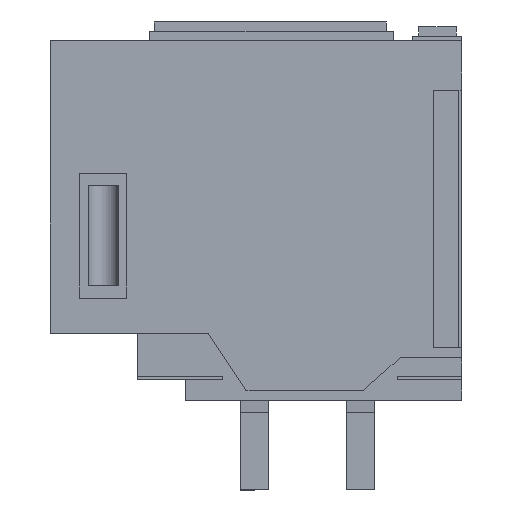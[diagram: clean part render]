
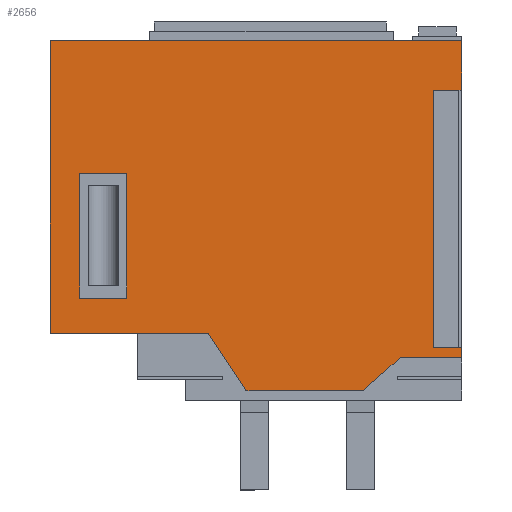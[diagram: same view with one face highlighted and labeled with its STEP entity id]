
A CAD part, left-side view. The second image highlights one B-rep face of the part: STEP entity #2656.
In plain terms, the highlighted planar face has unit normal (-1, 0, 0).
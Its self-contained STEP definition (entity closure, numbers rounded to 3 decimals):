
#40 = DIRECTION ( 'NONE',  ( 0., 0.753, -0.659 ) ) ;
#52 = EDGE_CURVE ( 'NONE', #4214, #13011, #13034, .T. ) ;
#141 = CARTESIAN_POINT ( 'NONE',  ( -260., 0., -107.7 ) ) ;
#196 = CARTESIAN_POINT ( 'NONE',  ( -260., 105., -142.7 ) ) ;
#304 = LINE ( 'NONE', #4897, #11720 ) ;
#352 = DIRECTION ( 'NONE',  ( 1., 0., 0. ) ) ;
#508 = VERTEX_POINT ( 'NONE', #13016 ) ;
#553 = CARTESIAN_POINT ( 'NONE',  ( -260., 0., -247.5 ) ) ;
#725 = ORIENTED_EDGE ( 'NONE', *, *, #3407, .F. ) ;
#789 = CARTESIAN_POINT ( 'NONE',  ( -260., 354., 87.5 ) ) ;
#855 = DIRECTION ( 'NONE',  ( 0., 0., -1. ) ) ;
#887 = ORIENTED_EDGE ( 'NONE', *, *, #10382, .F. ) ;
#1194 = VECTOR ( 'NONE', #9398, 1000. ) ;
#1216 = VECTOR ( 'NONE', #2428, 1000. ) ;
#1255 = CARTESIAN_POINT ( 'NONE',  ( -260., 404., -44.5 ) ) ;
#1346 = EDGE_CURVE ( 'NONE', #4068, #12866, #12343, .T. ) ;
#1557 = EDGE_CURVE ( 'NONE', #8881, #13334, #9457, .T. ) ;
#1612 = CARTESIAN_POINT ( 'NONE',  ( -260., 30., 175.5 ) ) ;
#1629 = LINE ( 'NONE', #6286, #13021 ) ;
#1669 = VERTEX_POINT ( 'NONE', #8480 ) ;
#1971 = ORIENTED_EDGE ( 'NONE', *, *, #8530, .F. ) ;
#1990 = CARTESIAN_POINT ( 'NONE',  ( -260., 435., -247.5 ) ) ;
#2028 = CARTESIAN_POINT ( 'NONE',  ( -260., 343., -81.5 ) ) ;
#2408 = DIRECTION ( 'NONE',  ( 0., -1., 0. ) ) ;
#2428 = DIRECTION ( 'NONE',  ( 0., 0., 1. ) ) ;
#2471 = FACE_BOUND ( 'NONE', #3647, .T. ) ;
#2590 = EDGE_CURVE ( 'NONE', #13334, #11905, #12495, .T. ) ;
#2641 = CARTESIAN_POINT ( 'NONE',  ( -260., 30., -96.5 ) ) ;
#2656 = ADVANCED_FACE ( 'NONE', ( #12864, #13920, #2471 ), #5912, .F. ) ;
#2795 = ORIENTED_EDGE ( 'NONE', *, *, #11886, .F. ) ;
#2849 = LINE ( 'NONE', #5919, #1194 ) ;
#2884 = LINE ( 'NONE', #553, #6190 ) ;
#2906 = LINE ( 'NONE', #789, #14398 ) ;
#3107 = LINE ( 'NONE', #1990, #7349 ) ;
#3272 = ORIENTED_EDGE ( 'NONE', *, *, #1346, .T. ) ;
#3407 = EDGE_CURVE ( 'NONE', #508, #10180, #6493, .T. ) ;
#3538 = ORIENTED_EDGE ( 'NONE', *, *, #6979, .T. ) ;
#3647 = EDGE_LOOP ( 'NONE', ( #5614, #725, #887, #4106 ) ) ;
#3743 = DIRECTION ( 'NONE',  ( 0., 0.546, 0.838 ) ) ;
#3815 = LINE ( 'NONE', #196, #11894 ) ;
#4000 = CARTESIAN_POINT ( 'NONE',  ( -260., 65., -107.7 ) ) ;
#4068 = VERTEX_POINT ( 'NONE', #11841 ) ;
#4106 = ORIENTED_EDGE ( 'NONE', *, *, #14096, .F. ) ;
#4214 = VERTEX_POINT ( 'NONE', #14547 ) ;
#4310 = VECTOR ( 'NONE', #2408, 1000. ) ;
#4826 = EDGE_CURVE ( 'NONE', #1669, #8881, #3815, .T. ) ;
#4871 = CARTESIAN_POINT ( 'NONE',  ( -260., 435., -247.5 ) ) ;
#4897 = CARTESIAN_POINT ( 'NONE',  ( -260., 30., 175.5 ) ) ;
#4924 = EDGE_LOOP ( 'NONE', ( #3272, #9291, #9497, #8472 ) ) ;
#5054 = LINE ( 'NONE', #12746, #1216 ) ;
#5272 = VECTOR ( 'NONE', #40, 1000. ) ;
#5367 = DIRECTION ( 'NONE',  ( 0., 1., 0. ) ) ;
#5573 = ORIENTED_EDGE ( 'NONE', *, *, #2590, .F. ) ;
#5614 = ORIENTED_EDGE ( 'NONE', *, *, #8720, .F. ) ;
#5698 = CARTESIAN_POINT ( 'NONE',  ( -260., 0., 227.5 ) ) ;
#5785 = EDGE_LOOP ( 'NONE', ( #11884, #7062, #2795, #7416, #3538, #1971, #11086, #5573 ) ) ;
#5865 = VECTOR ( 'NONE', #3743, 1000. ) ;
#5912 = PLANE ( 'NONE',  #6852 ) ;
#5919 = CARTESIAN_POINT ( 'NONE',  ( -260., 354., -44.5 ) ) ;
#6190 = VECTOR ( 'NONE', #13282, 1000. ) ;
#6286 = CARTESIAN_POINT ( 'NONE',  ( -260., 3., -96.5 ) ) ;
#6330 = CARTESIAN_POINT ( 'NONE',  ( -260., 0., 227.5 ) ) ;
#6493 = LINE ( 'NONE', #9968, #10736 ) ;
#6572 = VERTEX_POINT ( 'NONE', #8826 ) ;
#6606 = EDGE_CURVE ( 'NONE', #11905, #10396, #3107, .T. ) ;
#6671 = CARTESIAN_POINT ( 'NONE',  ( -260., 30., -96.5 ) ) ;
#6852 = AXIS2_PLACEMENT_3D ( 'NONE', #4871, #352, #11812 ) ;
#6881 = CARTESIAN_POINT ( 'NONE',  ( -260., 65., -107.7 ) ) ;
#6963 = VERTEX_POINT ( 'NONE', #6330 ) ;
#6979 = EDGE_CURVE ( 'NONE', #4214, #6963, #2884, .T. ) ;
#7062 = ORIENTED_EDGE ( 'NONE', *, *, #4826, .F. ) ;
#7077 = VERTEX_POINT ( 'NONE', #11153 ) ;
#7349 = VECTOR ( 'NONE', #13223, 1000. ) ;
#7416 = ORIENTED_EDGE ( 'NONE', *, *, #52, .F. ) ;
#8092 = CARTESIAN_POINT ( 'NONE',  ( -260., 354., -44.5 ) ) ;
#8472 = ORIENTED_EDGE ( 'NONE', *, *, #13358, .F. ) ;
#8480 = CARTESIAN_POINT ( 'NONE',  ( -260., 105., -142.7 ) ) ;
#8530 = EDGE_CURVE ( 'NONE', #10396, #6963, #11596, .T. ) ;
#8542 = VECTOR ( 'NONE', #11280, 1000. ) ;
#8720 = EDGE_CURVE ( 'NONE', #10180, #10091, #2849, .T. ) ;
#8826 = CARTESIAN_POINT ( 'NONE',  ( -260., 3., 175.5 ) ) ;
#8881 = VERTEX_POINT ( 'NONE', #10910 ) ;
#9166 = EDGE_CURVE ( 'NONE', #12866, #10608, #9902, .T. ) ;
#9291 = ORIENTED_EDGE ( 'NONE', *, *, #9166, .T. ) ;
#9398 = DIRECTION ( 'NONE',  ( 0., -1., 0. ) ) ;
#9457 = LINE ( 'NONE', #14064, #5865 ) ;
#9487 = DIRECTION ( 'NONE',  ( 0., 1., 0. ) ) ;
#9497 = ORIENTED_EDGE ( 'NONE', *, *, #9538, .F. ) ;
#9538 = EDGE_CURVE ( 'NONE', #6572, #10608, #304, .T. ) ;
#9826 = CARTESIAN_POINT ( 'NONE',  ( -260., 30., -96.5 ) ) ;
#9902 = LINE ( 'NONE', #9826, #11037 ) ;
#9968 = CARTESIAN_POINT ( 'NONE',  ( -260., 404., -44.5 ) ) ;
#10091 = VERTEX_POINT ( 'NONE', #8092 ) ;
#10180 = VERTEX_POINT ( 'NONE', #1255 ) ;
#10382 = EDGE_CURVE ( 'NONE', #7077, #508, #2906, .T. ) ;
#10390 = VECTOR ( 'NONE', #10689, 1000. ) ;
#10396 = VERTEX_POINT ( 'NONE', #14435 ) ;
#10595 = DIRECTION ( 'NONE',  ( 0., 1., 0. ) ) ;
#10608 = VERTEX_POINT ( 'NONE', #1612 ) ;
#10689 = DIRECTION ( 'NONE',  ( 0., 1., 0. ) ) ;
#10736 = VECTOR ( 'NONE', #855, 1000. ) ;
#10895 = DIRECTION ( 'NONE',  ( 0., 0., 1. ) ) ;
#10910 = CARTESIAN_POINT ( 'NONE',  ( -260., 228.087, -142.7 ) ) ;
#11037 = VECTOR ( 'NONE', #13371, 1000. ) ;
#11086 = ORIENTED_EDGE ( 'NONE', *, *, #6606, .F. ) ;
#11153 = CARTESIAN_POINT ( 'NONE',  ( -260., 354., 87.5 ) ) ;
#11280 = DIRECTION ( 'NONE',  ( 0., 1., 0. ) ) ;
#11575 = CARTESIAN_POINT ( 'NONE',  ( -260., 435., -81.5 ) ) ;
#11596 = LINE ( 'NONE', #5698, #4310 ) ;
#11720 = VECTOR ( 'NONE', #9487, 1000. ) ;
#11812 = DIRECTION ( 'NONE',  ( 0., 0., -1. ) ) ;
#11841 = CARTESIAN_POINT ( 'NONE',  ( -260., 3., -96.5 ) ) ;
#11884 = ORIENTED_EDGE ( 'NONE', *, *, #1557, .F. ) ;
#11886 = EDGE_CURVE ( 'NONE', #13011, #1669, #12478, .T. ) ;
#11894 = VECTOR ( 'NONE', #10595, 1000. ) ;
#11904 = VECTOR ( 'NONE', #13622, 1000. ) ;
#11905 = VERTEX_POINT ( 'NONE', #11575 ) ;
#12343 = LINE ( 'NONE', #6671, #11904 ) ;
#12478 = LINE ( 'NONE', #6881, #5272 ) ;
#12495 = LINE ( 'NONE', #2028, #8542 ) ;
#12746 = CARTESIAN_POINT ( 'NONE',  ( -260., 354., -44.5 ) ) ;
#12864 = FACE_OUTER_BOUND ( 'NONE', #5785, .T. ) ;
#12866 = VERTEX_POINT ( 'NONE', #2641 ) ;
#13011 = VERTEX_POINT ( 'NONE', #4000 ) ;
#13016 = CARTESIAN_POINT ( 'NONE',  ( -260., 404., 87.5 ) ) ;
#13021 = VECTOR ( 'NONE', #10895, 1000. ) ;
#13034 = LINE ( 'NONE', #141, #10390 ) ;
#13155 = CARTESIAN_POINT ( 'NONE',  ( -260., 268., -81.5 ) ) ;
#13223 = DIRECTION ( 'NONE',  ( 0., 0., 1. ) ) ;
#13282 = DIRECTION ( 'NONE',  ( 0., 0., 1. ) ) ;
#13334 = VERTEX_POINT ( 'NONE', #13155 ) ;
#13358 = EDGE_CURVE ( 'NONE', #4068, #6572, #1629, .T. ) ;
#13371 = DIRECTION ( 'NONE',  ( 0., 0., 1. ) ) ;
#13622 = DIRECTION ( 'NONE',  ( 0., 1., 0. ) ) ;
#13920 = FACE_BOUND ( 'NONE', #4924, .T. ) ;
#14064 = CARTESIAN_POINT ( 'NONE',  ( -260., 238., -127.5 ) ) ;
#14096 = EDGE_CURVE ( 'NONE', #10091, #7077, #5054, .T. ) ;
#14398 = VECTOR ( 'NONE', #5367, 1000. ) ;
#14435 = CARTESIAN_POINT ( 'NONE',  ( -260., 435., 227.5 ) ) ;
#14547 = CARTESIAN_POINT ( 'NONE',  ( -260., 0., -107.7 ) ) ;
